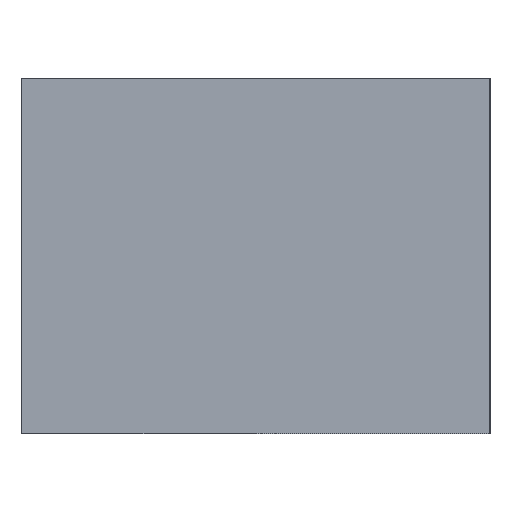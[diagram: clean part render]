
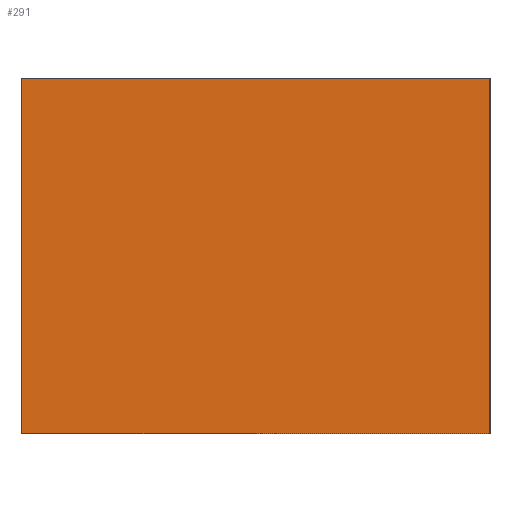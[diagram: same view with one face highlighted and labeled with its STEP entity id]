
A CAD part, left-side view. The second image highlights one B-rep face of the part: STEP entity #291.
In plain terms, the highlighted planar face has unit normal (-1, 0, 0).
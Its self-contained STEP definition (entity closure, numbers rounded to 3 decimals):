
#33=FACE_OUTER_BOUND('',#51,.T.);
#51=EDGE_LOOP('',(#243,#244,#245,#246));
#85=LINE('',#470,#121);
#86=LINE('',#473,#122);
#87=LINE('',#475,#123);
#88=LINE('',#476,#124);
#121=VECTOR('',#389,10.);
#122=VECTOR('',#392,10.);
#123=VECTOR('',#393,10.);
#124=VECTOR('',#394,10.);
#147=VERTEX_POINT('',#466);
#148=VERTEX_POINT('',#468);
#149=VERTEX_POINT('',#472);
#150=VERTEX_POINT('',#474);
#181=EDGE_CURVE('',#147,#148,#85,.T.);
#182=EDGE_CURVE('',#149,#147,#86,.T.);
#183=EDGE_CURVE('',#150,#148,#87,.T.);
#184=EDGE_CURVE('',#149,#150,#88,.T.);
#243=ORIENTED_EDGE('',*,*,#182,.T.);
#244=ORIENTED_EDGE('',*,*,#181,.T.);
#245=ORIENTED_EDGE('',*,*,#183,.F.);
#246=ORIENTED_EDGE('',*,*,#184,.F.);
#273=PLANE('',#325);
#291=ADVANCED_FACE('',(#33),#273,.T.);
#325=AXIS2_PLACEMENT_3D('',#471,#390,#391);
#389=DIRECTION('',(0.,0.,1.));
#390=DIRECTION('center_axis',(-1.,0.,0.));
#391=DIRECTION('ref_axis',(0.,-1.,0.));
#392=DIRECTION('',(0.,-1.,0.));
#393=DIRECTION('',(0.,-1.,0.));
#394=DIRECTION('',(0.,0.,1.));
#466=CARTESIAN_POINT('',(-1.6,-1.25,0.));
#468=CARTESIAN_POINT('',(-1.6,-1.25,1.9));
#470=CARTESIAN_POINT('',(-1.6,-1.25,0.));
#471=CARTESIAN_POINT('Origin',(-1.6,1.25,0.));
#472=CARTESIAN_POINT('',(-1.6,1.25,0.));
#473=CARTESIAN_POINT('',(-1.6,1.25,0.));
#474=CARTESIAN_POINT('',(-1.6,1.25,1.9));
#475=CARTESIAN_POINT('',(-1.6,1.25,1.9));
#476=CARTESIAN_POINT('',(-1.6,1.25,0.));
